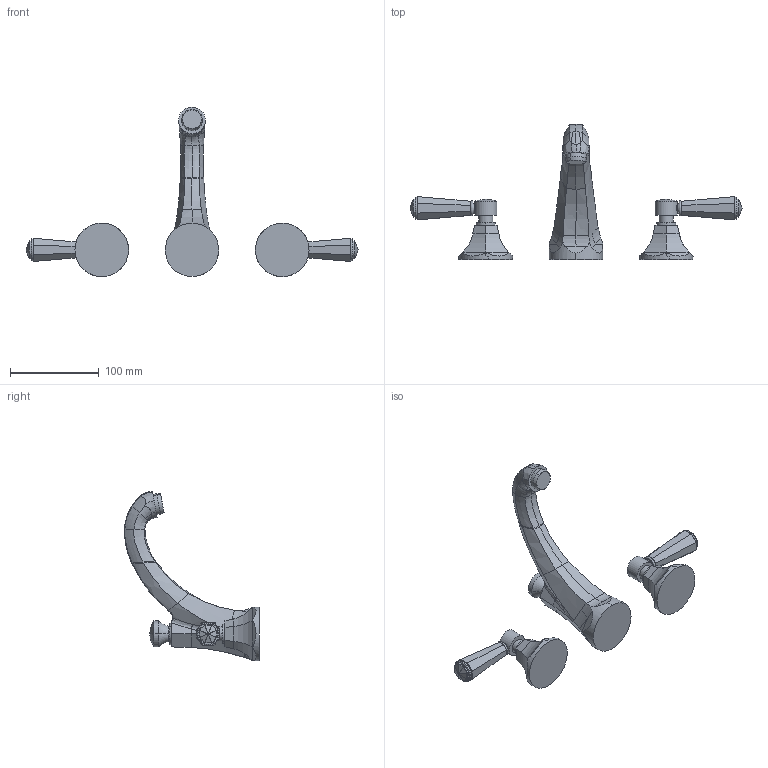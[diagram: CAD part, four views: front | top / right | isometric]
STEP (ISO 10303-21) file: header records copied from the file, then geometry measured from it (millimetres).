
FILE_DESCRIPTION((''),'2;1');
FILE_NAME('1230C','2020-11-26T14:01:49',('jinson.thomas'),(''),'CREO PARAMETRIC BY PTC INC, 2018400','CREO PARAMETRIC BY PTC INC, 2018400','');
FILE_SCHEMA(('CONFIG_CONTROL_DESIGN'));
Length unit declared in the file: inch
Products named in the file (1): 1230C
Bounding box: 373.79 x 151.84 x 190.68 mm (x, y, z)
Volume: 470823.7 mm3; surface area: 70285.4 mm2
Topology: 3 solids, 5 shells, 395 faces, 938 edges, 542 vertices
Faces by surface type: plane 143, cylinder 120, bspline 80, sphere 30, torus 18, cone 4
Entity records: 14035 total; most frequent: CARTESIAN_POINT 5778, ORIENTED_EDGE 1816, DIRECTION 1485, EDGE_CURVE 908, AXIS2_PLACEMENT_3D 545, VERTEX_POINT 542, EDGE_LOOP 414, VECTOR 395
